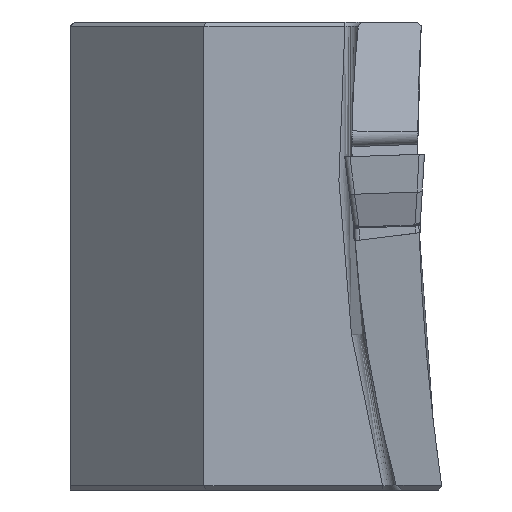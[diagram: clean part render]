
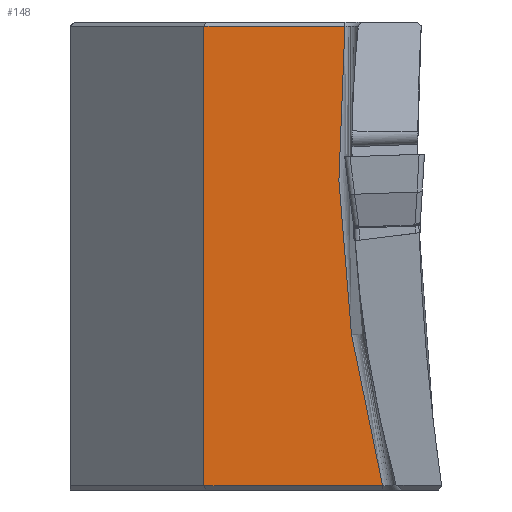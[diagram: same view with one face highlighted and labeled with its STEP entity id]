
A CAD part, left-side view. The second image highlights one B-rep face of the part: STEP entity #148.
In plain terms, the highlighted planar face has unit normal (-1, 0, 0).
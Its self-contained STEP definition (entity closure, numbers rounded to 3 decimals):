
#84=CIRCLE('',#1417,96.);
#148=ADVANCED_FACE('',(#269),#221,.F.);
#221=PLANE('',#1418);
#269=FACE_OUTER_BOUND('',#344,.T.);
#344=EDGE_LOOP('',(#496,#497,#498,#499));
#496=ORIENTED_EDGE('',*,*,#996,.T.);
#497=ORIENTED_EDGE('',*,*,#997,.T.);
#498=ORIENTED_EDGE('',*,*,#998,.T.);
#499=ORIENTED_EDGE('',*,*,#999,.T.);
#861=VERTEX_POINT('',#2090);
#862=VERTEX_POINT('',#2091);
#863=VERTEX_POINT('',#2093);
#864=VERTEX_POINT('',#2095);
#996=EDGE_CURVE('',#861,#862,#84,.T.);
#997=EDGE_CURVE('',#862,#863,#1172,.T.);
#998=EDGE_CURVE('',#863,#864,#1173,.T.);
#999=EDGE_CURVE('',#864,#861,#1174,.T.);
#1172=LINE('',#2092,#1301);
#1173=LINE('',#2094,#1302);
#1174=LINE('',#2096,#1303);
#1301=VECTOR('',#1616,1.);
#1302=VECTOR('',#1617,1.);
#1303=VECTOR('',#1618,1.);
#1417=AXIS2_PLACEMENT_3D('',#2089,#1614,#1615);
#1418=AXIS2_PLACEMENT_3D('',#2097,#1619,#1620);
#1614=DIRECTION('',(1.,0.,0.));
#1615=DIRECTION('',(0.,0.,-1.));
#1616=DIRECTION('',(0.,1.,0.));
#1617=DIRECTION('',(0.,0.,-1.));
#1618=DIRECTION('',(0.,-1.,0.));
#1619=DIRECTION('',(1.,0.,0.));
#1620=DIRECTION('',(0.,0.,-1.));
#2089=CARTESIAN_POINT('',(41.,-116.068,0.2));
#2090=CARTESIAN_POINT('',(41.,-23.353,-24.7));
#2091=CARTESIAN_POINT('',(41.,-20.539,9.7));
#2092=CARTESIAN_POINT('',(41.,-116.068,9.7));
#2093=CARTESIAN_POINT('',(41.,-10.,9.7));
#2094=CARTESIAN_POINT('',(41.,-10.,10.));
#2095=CARTESIAN_POINT('',(41.,-10.,-24.7));
#2096=CARTESIAN_POINT('',(41.,-116.068,-24.7));
#2097=CARTESIAN_POINT('',(41.,-116.068,0.2));
